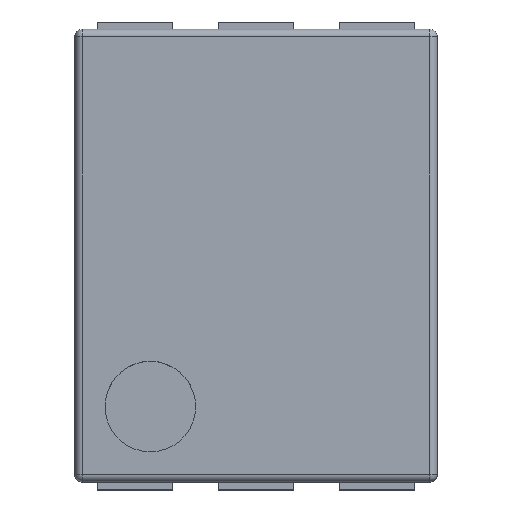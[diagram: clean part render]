
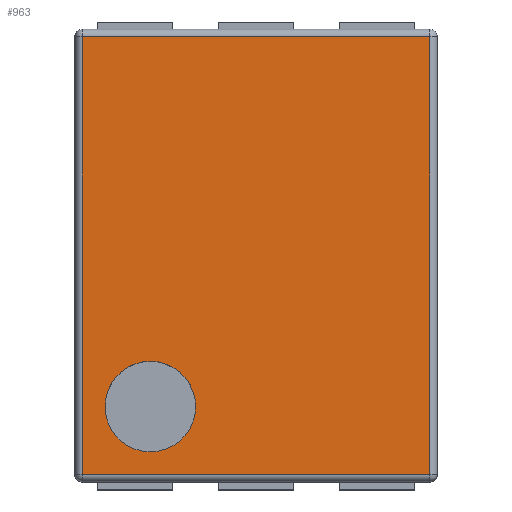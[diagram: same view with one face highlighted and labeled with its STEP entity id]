
A CAD part, top view. The second image highlights one B-rep face of the part: STEP entity #963.
In plain terms, the highlighted planar face has unit normal (0, 0, 1).
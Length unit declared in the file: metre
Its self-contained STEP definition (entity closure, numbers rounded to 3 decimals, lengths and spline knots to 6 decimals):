
#33=CIRCLE('',#1138,0.00015);
#257=ORIENTED_EDGE('',*,*,#420,.T.);
#258=ORIENTED_EDGE('',*,*,#421,.T.);
#259=ORIENTED_EDGE('',*,*,#422,.T.);
#260=ORIENTED_EDGE('',*,*,#423,.T.);
#261=ORIENTED_EDGE('',*,*,#424,.T.);
#420=EDGE_CURVE('',#516,#516,#33,.F.);
#421=EDGE_CURVE('',#517,#518,#625,.F.);
#422=EDGE_CURVE('',#518,#519,#626,.F.);
#423=EDGE_CURVE('',#519,#520,#627,.T.);
#424=EDGE_CURVE('',#520,#517,#628,.T.);
#516=VERTEX_POINT('',#1690);
#517=VERTEX_POINT('',#1692);
#518=VERTEX_POINT('',#1693);
#519=VERTEX_POINT('',#1695);
#520=VERTEX_POINT('',#1697);
#625=LINE('',#1691,#732);
#626=LINE('',#1694,#733);
#627=LINE('',#1696,#734);
#628=LINE('',#1698,#735);
#732=VECTOR('',#1388,1.);
#733=VECTOR('',#1389,1.);
#734=VECTOR('',#1390,1.);
#735=VECTOR('',#1391,1.);
#783=EDGE_LOOP('',(#257));
#784=EDGE_LOOP('',(#258,#259,#260,#261));
#848=FACE_BOUND('',#783,.T.);
#849=FACE_BOUND('',#784,.T.);
#913=PLANE('',#1137);
#963=ADVANCED_FACE('',(#848,#849),#913,.T.);
#1137=AXIS2_PLACEMENT_3D('',#1688,#1384,#1385);
#1138=AXIS2_PLACEMENT_3D('',#1689,#1386,#1387);
#1384=DIRECTION('',(0.,0.,1.));
#1385=DIRECTION('',(1.,0.,0.));
#1386=DIRECTION('',(0.,0.,1.));
#1387=DIRECTION('',(1.,0.,0.));
#1388=DIRECTION('',(0.,-1.,0.));
#1389=DIRECTION('',(1.,0.,0.));
#1390=DIRECTION('',(0.,-1.,0.));
#1391=DIRECTION('',(1.,0.,0.));
#1688=CARTESIAN_POINT('',(0.,0.,0.0008));
#1689=CARTESIAN_POINT('',(-0.00035,-0.0005,0.0008));
#1690=CARTESIAN_POINT('',(-0.0002,-0.0005,0.0008));
#1691=CARTESIAN_POINT('',(0.000575,0.,0.0008));
#1692=CARTESIAN_POINT('',(0.000575,-0.000725,0.0008));
#1693=CARTESIAN_POINT('',(0.000575,0.000725,0.0008));
#1694=CARTESIAN_POINT('',(0.,0.000725,0.0008));
#1695=CARTESIAN_POINT('',(-0.000575,0.000725,0.0008));
#1696=CARTESIAN_POINT('',(-0.000575,-0.00075,0.0008));
#1697=CARTESIAN_POINT('',(-0.000575,-0.000725,0.0008));
#1698=CARTESIAN_POINT('',(0.0006,-0.000725,0.0008));
